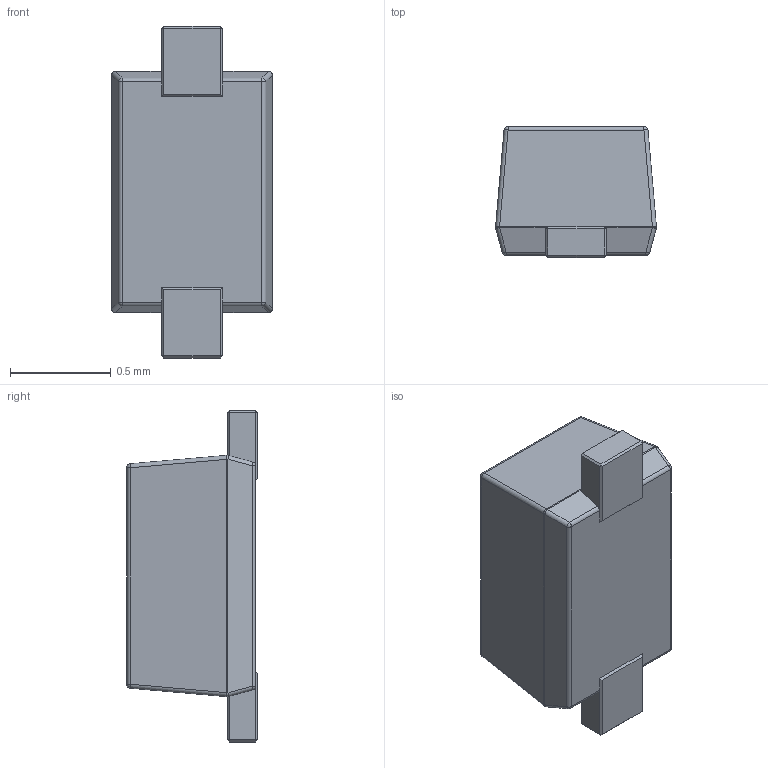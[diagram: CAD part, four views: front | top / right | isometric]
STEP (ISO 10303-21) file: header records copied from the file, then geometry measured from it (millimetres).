
FILE_DESCRIPTION (( 'STEP AP214' ), '1' );
FILE_NAME ('00CAF17E-A21A-4A2E-8D9A-9DAD9A51C11A.STEP', '2022-11-09T12:09:11', ( '' ), ( '' ), 'SwSTEP 2.0', 'SolidWorks 2022', '' );
FILE_SCHEMA (( 'AUTOMOTIVE_DESIGN' ));
Length unit declared in the file: millimetre
Products named in the file (1): 00CAF17E-A21A-4A2E-8D9A-9DAD9A51C11A
Bounding box: 0.8 x 0.65 x 1.65 mm (x, y, z)
Volume: 0.6 mm3; surface area: 4.5 mm2
Topology: 1 solids, 1 shells, 89 faces, 198 edges, 104 vertices
Faces by surface type: plane 53, cylinder 22, sphere 14
Entity records: 3323 total; most frequent: DIRECTION 416, CARTESIAN_POINT 396, ORIENTED_EDGE 380, EDGE_CURVE 190, AXIS2_PLACEMENT_3D 140, LINE 136, VECTOR 136, VERTEX_POINT 104
